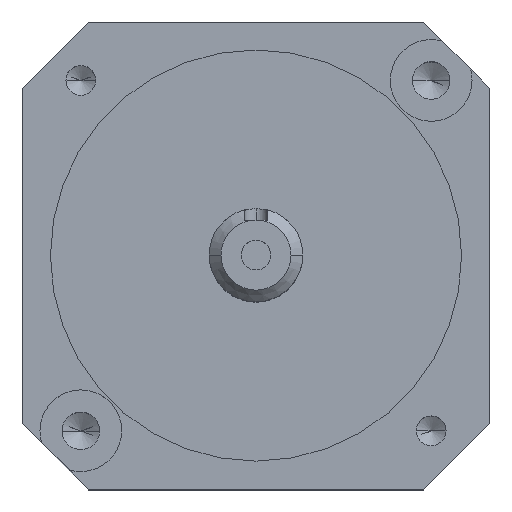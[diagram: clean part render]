
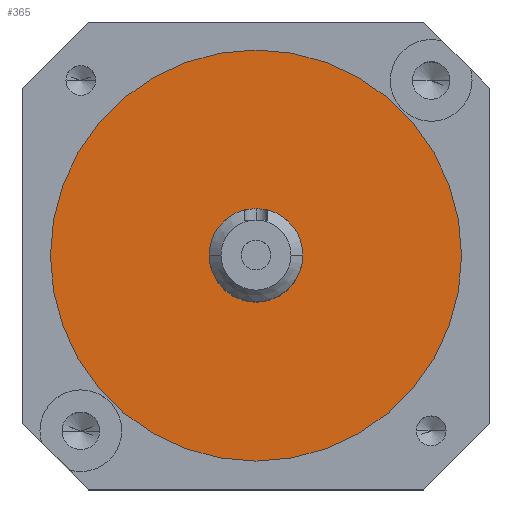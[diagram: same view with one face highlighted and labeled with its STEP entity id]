
A CAD part, top view. The second image highlights one B-rep face of the part: STEP entity #365.
In plain terms, the highlighted planar face has unit normal (0, 0, 1).
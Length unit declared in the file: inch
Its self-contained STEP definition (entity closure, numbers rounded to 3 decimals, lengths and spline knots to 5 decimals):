
#129 = CARTESIAN_POINT ( 'NONE',  ( -0.25, 0., 0. ) ) ;
#133 = EDGE_CURVE ( 'NONE', #558, #2842, #2213, .T. ) ;
#157 = DIRECTION ( 'NONE',  ( -1., 0., 0. ) ) ;
#178 = CARTESIAN_POINT ( 'NONE',  ( 0., 0., 0. ) ) ;
#193 = CARTESIAN_POINT ( 'NONE',  ( 0., 0., 0. ) ) ;
#210 = PLANE ( 'NONE',  #947 ) ;
#274 = DIRECTION ( 'NONE',  ( 0., 0., -1. ) ) ;
#365 = ADVANCED_FACE ( 'NONE', ( #1209, #1234 ), #210, .F. ) ;
#486 = CARTESIAN_POINT ( 'NONE',  ( -1.1, 0., 0. ) ) ;
#499 = AXIS2_PLACEMENT_3D ( 'NONE', #178, #2026, #2513 ) ;
#558 = VERTEX_POINT ( 'NONE', #486 ) ;
#692 = EDGE_CURVE ( 'NONE', #805, #1588, #1539, .T. ) ;
#805 = VERTEX_POINT ( 'NONE', #2456 ) ;
#947 = AXIS2_PLACEMENT_3D ( 'NONE', #193, #274, #157 ) ;
#965 = CARTESIAN_POINT ( 'NONE',  ( 0., 0., 0. ) ) ;
#994 = ORIENTED_EDGE ( 'NONE', *, *, #1739, .F. ) ;
#1008 = CARTESIAN_POINT ( 'NONE',  ( 1.1, 0., 0. ) ) ;
#1209 = FACE_OUTER_BOUND ( 'NONE', #2471, .T. ) ;
#1224 = ORIENTED_EDGE ( 'NONE', *, *, #133, .T. ) ;
#1234 = FACE_BOUND ( 'NONE', #2174, .T. ) ;
#1345 = CIRCLE ( 'NONE', #2157, 1.1 ) ;
#1410 = AXIS2_PLACEMENT_3D ( 'NONE', #2145, #2138, #2130 ) ;
#1539 = CIRCLE ( 'NONE', #499, 0.25 ) ;
#1576 = DIRECTION ( 'NONE',  ( 1., 0., 0. ) ) ;
#1588 = VERTEX_POINT ( 'NONE', #129 ) ;
#1591 = DIRECTION ( 'NONE',  ( 0., 0., 1. ) ) ;
#1593 = CARTESIAN_POINT ( 'NONE',  ( 0., 0., 0. ) ) ;
#1739 = EDGE_CURVE ( 'NONE', #1588, #805, #2932, .T. ) ;
#2026 = DIRECTION ( 'NONE',  ( 0., 0., 1. ) ) ;
#2130 = DIRECTION ( 'NONE',  ( 1., 0., 0. ) ) ;
#2138 = DIRECTION ( 'NONE',  ( 0., 0., 1. ) ) ;
#2145 = CARTESIAN_POINT ( 'NONE',  ( 0., 0., 0. ) ) ;
#2157 = AXIS2_PLACEMENT_3D ( 'NONE', #1593, #1591, #1576 ) ;
#2174 = EDGE_LOOP ( 'NONE', ( #994, #2873 ) ) ;
#2213 = CIRCLE ( 'NONE', #1410, 1.1 ) ;
#2251 = DIRECTION ( 'NONE',  ( 0., 0., 1. ) ) ;
#2441 = AXIS2_PLACEMENT_3D ( 'NONE', #965, #2251, #2542 ) ;
#2456 = CARTESIAN_POINT ( 'NONE',  ( 0.25, 0., 0. ) ) ;
#2471 = EDGE_LOOP ( 'NONE', ( #2472, #1224 ) ) ;
#2472 = ORIENTED_EDGE ( 'NONE', *, *, #2705, .T. ) ;
#2513 = DIRECTION ( 'NONE',  ( -1., 0., 0. ) ) ;
#2542 = DIRECTION ( 'NONE',  ( -1., 0., 0. ) ) ;
#2705 = EDGE_CURVE ( 'NONE', #2842, #558, #1345, .T. ) ;
#2842 = VERTEX_POINT ( 'NONE', #1008 ) ;
#2873 = ORIENTED_EDGE ( 'NONE', *, *, #692, .F. ) ;
#2932 = CIRCLE ( 'NONE', #2441, 0.25 ) ;
